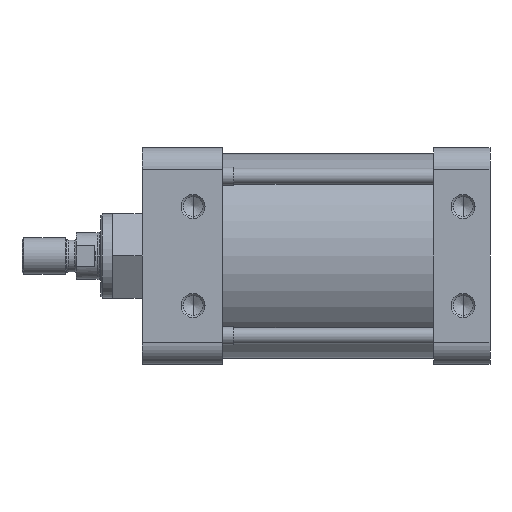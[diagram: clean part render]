
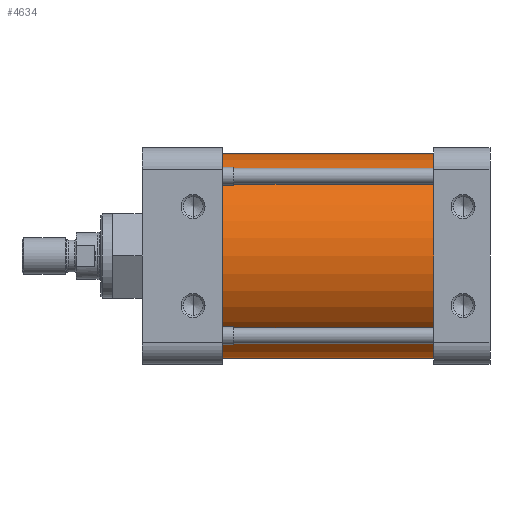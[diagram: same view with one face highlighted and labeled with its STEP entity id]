
A CAD part, front view. The second image highlights one B-rep face of the part: STEP entity #4634.
In plain terms, the highlighted cylindrical face has radius 53.975 mm (diameter 107.95 mm), a partial arc.
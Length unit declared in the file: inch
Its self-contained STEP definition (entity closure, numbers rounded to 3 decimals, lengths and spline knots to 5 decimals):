
#1098 = CARTESIAN_POINT ( 'NONE',  ( 6.076, 0., 2.125 ) ) ;
#1296 = VERTEX_POINT ( 'NONE', #7440 ) ;
#1435 = AXIS2_PLACEMENT_3D ( 'NONE', #9220, #2408, #10392 ) ;
#1583 = VERTEX_POINT ( 'NONE', #6390 ) ;
#2408 = DIRECTION ( 'NONE',  ( -1., 0., 0. ) ) ;
#2789 = VECTOR ( 'NONE', #13566, 39.37008 ) ;
#3612 = EDGE_CURVE ( 'NONE', #1583, #8660, #5539, .T. ) ;
#3675 = DIRECTION ( 'NONE',  ( 1., 0., 0. ) ) ;
#3711 = CARTESIAN_POINT ( 'NONE',  ( 6.076, 0., 0. ) ) ;
#3848 = AXIS2_PLACEMENT_3D ( 'NONE', #3711, #3675, #10597 ) ;
#4634 = ADVANCED_FACE ( 'NONE', ( #5452 ), #5211, .T. ) ;
#4686 = CIRCLE ( 'NONE', #12773, 2.125 ) ;
#5051 = EDGE_CURVE ( 'NONE', #1296, #10616, #12781, .T. ) ;
#5211 = CYLINDRICAL_SURFACE ( 'NONE', #3848, 2.125 ) ;
#5289 = DIRECTION ( 'NONE',  ( 1., 0., 0. ) ) ;
#5452 = FACE_OUTER_BOUND ( 'NONE', #10372, .T. ) ;
#5539 = LINE ( 'NONE', #1098, #5559 ) ;
#5559 = VECTOR ( 'NONE', #7973, 39.37008 ) ;
#6390 = CARTESIAN_POINT ( 'NONE',  ( 1.67, 0., 2.125 ) ) ;
#7440 = CARTESIAN_POINT ( 'NONE',  ( 1.67, 0., -2.125 ) ) ;
#7749 = CIRCLE ( 'NONE', #1435, 2.125 ) ;
#7973 = DIRECTION ( 'NONE',  ( 1., 0., 0. ) ) ;
#8101 = EDGE_CURVE ( 'NONE', #10616, #8660, #7749, .T. ) ;
#8578 = EDGE_CURVE ( 'NONE', #1583, #1296, #4686, .T. ) ;
#8660 = VERTEX_POINT ( 'NONE', #14457 ) ;
#8840 = CARTESIAN_POINT ( 'NONE',  ( 6.076, 0., -2.125 ) ) ;
#9099 = CARTESIAN_POINT ( 'NONE',  ( 6.076, 0., -2.125 ) ) ;
#9220 = CARTESIAN_POINT ( 'NONE',  ( 6.076, 0., 0. ) ) ;
#10372 = EDGE_LOOP ( 'NONE', ( #12153, #11660, #11488, #10420 ) ) ;
#10392 = DIRECTION ( 'NONE',  ( 0., 0., -1. ) ) ;
#10420 = ORIENTED_EDGE ( 'NONE', *, *, #8101, .T. ) ;
#10597 = DIRECTION ( 'NONE',  ( 0., 0., -1. ) ) ;
#10616 = VERTEX_POINT ( 'NONE', #8840 ) ;
#11488 = ORIENTED_EDGE ( 'NONE', *, *, #5051, .T. ) ;
#11660 = ORIENTED_EDGE ( 'NONE', *, *, #8578, .T. ) ;
#12084 = CARTESIAN_POINT ( 'NONE',  ( 1.67, 0., 0. ) ) ;
#12153 = ORIENTED_EDGE ( 'NONE', *, *, #3612, .F. ) ;
#12773 = AXIS2_PLACEMENT_3D ( 'NONE', #12084, #5289, #13213 ) ;
#12781 = LINE ( 'NONE', #9099, #2789 ) ;
#13213 = DIRECTION ( 'NONE',  ( 0., 0., -1. ) ) ;
#13566 = DIRECTION ( 'NONE',  ( 1., 0., 0. ) ) ;
#14457 = CARTESIAN_POINT ( 'NONE',  ( 6.076, 0., 2.125 ) ) ;
